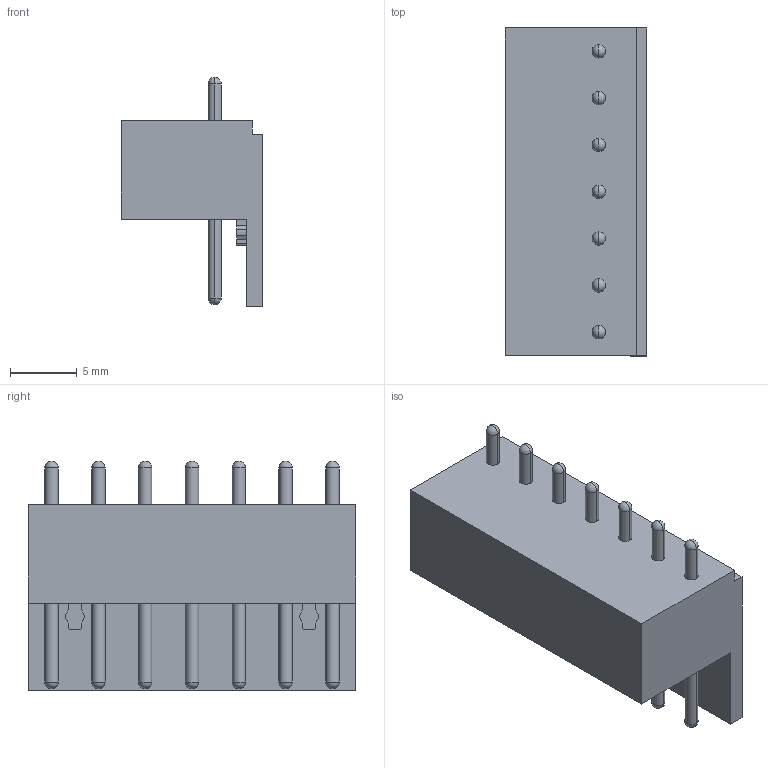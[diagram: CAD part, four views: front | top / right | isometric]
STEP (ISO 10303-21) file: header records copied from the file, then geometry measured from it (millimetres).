
FILE_DESCRIPTION((''),'2;1');
FILE_NAME('TL007T-XXP','2024-11-13T14:12:00',('sheji'),(''),'CREO PARAMETRIC BY PTC INC, 2018100','CREO PARAMETRIC BY PTC INC, 2018100','');
FILE_SCHEMA(('CONFIG_CONTROL_DESIGN'));
Length unit declared in the file: millimetre
Products named in the file (1): TL007T-XXP
Bounding box: 10.6 x 24.5 x 17.15 mm (x, y, z)
Volume: 2136.3 mm3; surface area: 1577.7 mm2
Topology: 1 solids, 1 shells, 94 faces, 248 edges, 142 vertices
Faces by surface type: cylinder 36, plane 30, sphere 28
Entity records: 2750 total; most frequent: DIRECTION 508, CARTESIAN_POINT 456, ORIENTED_EDGE 440, EDGE_CURVE 220, AXIS2_PLACEMENT_3D 194, VERTEX_POINT 142, VECTOR 120, LINE 120
